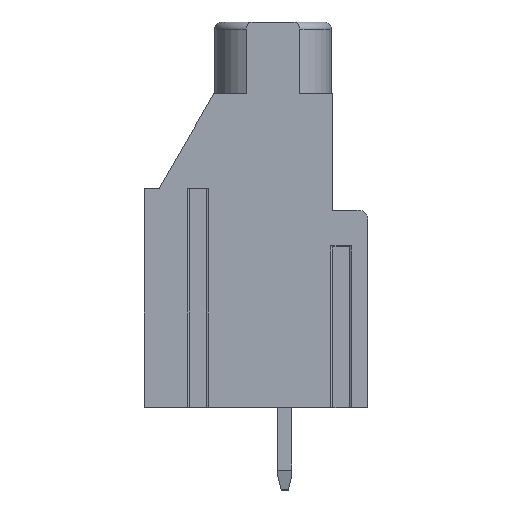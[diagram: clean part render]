
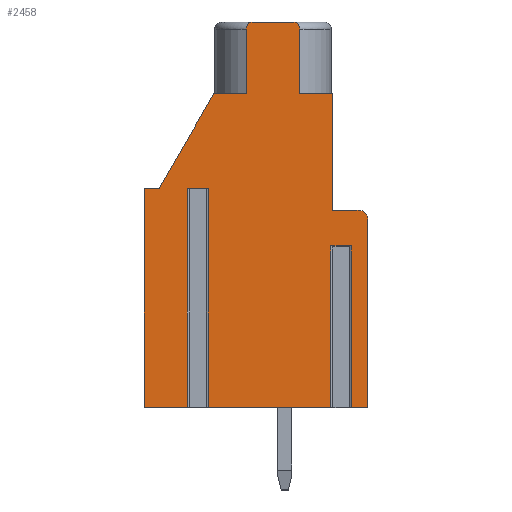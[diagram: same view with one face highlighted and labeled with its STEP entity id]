
A CAD part, top view. The second image highlights one B-rep face of the part: STEP entity #2458.
In plain terms, the highlighted planar face has unit normal (0, 0, 1).
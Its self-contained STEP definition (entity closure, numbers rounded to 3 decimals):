
#65=DIRECTION('',(-1.,0.,0.));
#66=VECTOR('',#65,1.146);
#67=CARTESIAN_POINT('',(-2.127,1.2,9.525));
#68=LINE('',#67,#66);
#69=DIRECTION('',(0.,-1.,0.));
#70=VECTOR('',#69,12.2);
#71=CARTESIAN_POINT('',(-3.273,1.2,9.525));
#72=LINE('',#71,#70);
#73=DIRECTION('',(1.,0.,0.));
#74=VECTOR('',#73,2.427);
#75=CARTESIAN_POINT('',(-5.7,-11.,9.525));
#76=LINE('',#75,#74);
#77=DIRECTION('',(0.,-1.,0.));
#78=VECTOR('',#77,12.2);
#79=CARTESIAN_POINT('',(-5.7,1.2,9.525));
#80=LINE('',#79,#78);
#81=DIRECTION('',(-1.,0.,0.));
#82=VECTOR('',#81,0.84);
#83=CARTESIAN_POINT('',(-4.86,1.2,9.525));
#84=LINE('',#83,#82);
#85=DIRECTION('',(-0.5,-0.866,0.));
#86=VECTOR('',#85,6.12);
#87=CARTESIAN_POINT('',(-1.8,6.5,9.525));
#88=LINE('',#87,#86);
#89=DIRECTION('',(-1.,0.,0.));
#90=VECTOR('',#89,1.8);
#91=CARTESIAN_POINT('',(0.,6.5,9.525));
#92=LINE('',#91,#90);
#93=DIRECTION('',(0.,-1.,0.));
#94=VECTOR('',#93,3.6);
#95=CARTESIAN_POINT('',(0.,10.1,9.525));
#96=LINE('',#95,#94);
#97=CARTESIAN_POINT('',(0.4,10.1,9.525));
#98=DIRECTION('',(0.,0.,1.));
#99=DIRECTION('',(0.,1.,0.));
#100=AXIS2_PLACEMENT_3D('',#97,#98,#99);
#102=DIRECTION('',(-1.,0.,0.));
#103=VECTOR('',#102,2.2);
#104=CARTESIAN_POINT('',(2.6,10.5,9.525));
#105=LINE('',#104,#103);
#106=CARTESIAN_POINT('',(2.6,10.1,9.525));
#107=DIRECTION('',(0.,0.,1.));
#108=DIRECTION('',(1.,0.,0.));
#109=AXIS2_PLACEMENT_3D('',#106,#107,#108);
#111=DIRECTION('',(0.,1.,0.));
#112=VECTOR('',#111,3.6);
#113=CARTESIAN_POINT('',(3.,6.5,9.525));
#114=LINE('',#113,#112);
#115=DIRECTION('',(-1.,0.,0.));
#116=VECTOR('',#115,1.8);
#117=CARTESIAN_POINT('',(4.8,6.5,9.525));
#118=LINE('',#117,#116);
#119=DIRECTION('',(0.,1.,0.));
#120=VECTOR('',#119,6.5);
#121=CARTESIAN_POINT('',(4.8,0.,9.525));
#122=LINE('',#121,#120);
#123=DIRECTION('',(-1.,0.,0.));
#124=VECTOR('',#123,1.5);
#125=CARTESIAN_POINT('',(6.3,0.,9.525));
#126=LINE('',#125,#124);
#127=CARTESIAN_POINT('',(6.3,-0.5,9.525));
#128=DIRECTION('',(0.,0.,1.));
#129=DIRECTION('',(1.,0.,0.));
#130=AXIS2_PLACEMENT_3D('',#127,#128,#129);
#132=DIRECTION('',(0.,1.,0.));
#133=VECTOR('',#132,10.5);
#134=CARTESIAN_POINT('',(6.8,-11.,9.525));
#135=LINE('',#134,#133);
#136=DIRECTION('',(1.,0.,0.));
#137=VECTOR('',#136,0.925);
#138=CARTESIAN_POINT('',(5.875,-11.,9.525));
#139=LINE('',#138,#137);
#140=DIRECTION('',(0.,-1.,0.));
#141=VECTOR('',#140,9.);
#142=CARTESIAN_POINT('',(5.875,-2.,9.525));
#143=LINE('',#142,#141);
#144=DIRECTION('',(-1.,0.,0.));
#145=VECTOR('',#144,1.146);
#146=CARTESIAN_POINT('',(5.875,-2.,9.525));
#147=LINE('',#146,#145);
#148=DIRECTION('',(0.,-1.,0.));
#149=VECTOR('',#148,9.);
#150=CARTESIAN_POINT('',(4.728,-2.,9.525));
#151=LINE('',#150,#149);
#152=DIRECTION('',(1.,0.,0.));
#153=VECTOR('',#152,6.855);
#154=CARTESIAN_POINT('',(-2.127,-11.,9.525));
#155=LINE('',#154,#153);
#156=DIRECTION('',(0.,-1.,0.));
#157=VECTOR('',#156,12.2);
#158=CARTESIAN_POINT('',(-2.127,1.2,9.525));
#159=LINE('',#158,#157);
#1891=CARTESIAN_POINT('',(6.8,-11.,9.525));
#1892=CARTESIAN_POINT('',(6.8,-0.5,9.525));
#1893=VERTEX_POINT('',#1891);
#1894=VERTEX_POINT('',#1892);
#1895=CARTESIAN_POINT('',(6.3,0.,9.525));
#1896=VERTEX_POINT('',#1895);
#1897=CARTESIAN_POINT('',(4.8,0.,9.525));
#1898=VERTEX_POINT('',#1897);
#1899=CARTESIAN_POINT('',(4.8,6.5,9.525));
#1900=VERTEX_POINT('',#1899);
#1901=CARTESIAN_POINT('',(3.,6.5,9.525));
#1902=VERTEX_POINT('',#1901);
#1903=CARTESIAN_POINT('',(3.,10.1,9.525));
#1904=VERTEX_POINT('',#1903);
#1905=CARTESIAN_POINT('',(2.6,10.5,9.525));
#1906=VERTEX_POINT('',#1905);
#1907=CARTESIAN_POINT('',(0.4,10.5,9.525));
#1908=VERTEX_POINT('',#1907);
#1909=CARTESIAN_POINT('',(0.,10.1,9.525));
#1910=VERTEX_POINT('',#1909);
#1911=CARTESIAN_POINT('',(0.,6.5,9.525));
#1912=VERTEX_POINT('',#1911);
#1913=CARTESIAN_POINT('',(-1.8,6.5,9.525));
#1914=VERTEX_POINT('',#1913);
#1915=CARTESIAN_POINT('',(-4.86,1.2,9.525));
#1916=VERTEX_POINT('',#1915);
#1917=CARTESIAN_POINT('',(-5.7,1.2,9.525));
#1918=VERTEX_POINT('',#1917);
#1919=CARTESIAN_POINT('',(-5.7,-11.,9.525));
#1920=VERTEX_POINT('',#1919);
#2077=CARTESIAN_POINT('',(5.875,-2.,9.525));
#2078=CARTESIAN_POINT('',(4.728,-2.,9.525));
#2079=VERTEX_POINT('',#2077);
#2080=VERTEX_POINT('',#2078);
#2081=CARTESIAN_POINT('',(5.875,-11.,9.525));
#2082=VERTEX_POINT('',#2081);
#2083=CARTESIAN_POINT('',(4.728,-11.,9.525));
#2084=VERTEX_POINT('',#2083);
#2109=CARTESIAN_POINT('',(-2.127,1.2,9.525));
#2110=CARTESIAN_POINT('',(-3.273,1.2,9.525));
#2111=VERTEX_POINT('',#2109);
#2112=VERTEX_POINT('',#2110);
#2113=CARTESIAN_POINT('',(-2.127,-11.,9.525));
#2114=VERTEX_POINT('',#2113);
#2115=CARTESIAN_POINT('',(-3.273,-11.,9.525));
#2116=VERTEX_POINT('',#2115);
#2405=CARTESIAN_POINT('',(0.,0.,9.525));
#2406=DIRECTION('',(0.,0.,1.));
#2407=DIRECTION('',(1.,0.,0.));
#2408=AXIS2_PLACEMENT_3D('',#2405,#2406,#2407);
#2409=PLANE('',#2408);
#2411=ORIENTED_EDGE('',*,*,#2410,.T.);
#2413=ORIENTED_EDGE('',*,*,#2412,.T.);
#2415=ORIENTED_EDGE('',*,*,#2414,.F.);
#2417=ORIENTED_EDGE('',*,*,#2416,.F.);
#2419=ORIENTED_EDGE('',*,*,#2418,.F.);
#2421=ORIENTED_EDGE('',*,*,#2420,.F.);
#2423=ORIENTED_EDGE('',*,*,#2422,.F.);
#2425=ORIENTED_EDGE('',*,*,#2424,.F.);
#2427=ORIENTED_EDGE('',*,*,#2426,.F.);
#2429=ORIENTED_EDGE('',*,*,#2428,.F.);
#2431=ORIENTED_EDGE('',*,*,#2430,.F.);
#2433=ORIENTED_EDGE('',*,*,#2432,.F.);
#2435=ORIENTED_EDGE('',*,*,#2434,.F.);
#2437=ORIENTED_EDGE('',*,*,#2436,.F.);
#2439=ORIENTED_EDGE('',*,*,#2438,.F.);
#2441=ORIENTED_EDGE('',*,*,#2440,.F.);
#2443=ORIENTED_EDGE('',*,*,#2442,.F.);
#2445=ORIENTED_EDGE('',*,*,#2444,.F.);
#2447=ORIENTED_EDGE('',*,*,#2446,.F.);
#2449=ORIENTED_EDGE('',*,*,#2448,.T.);
#2451=ORIENTED_EDGE('',*,*,#2450,.T.);
#2453=ORIENTED_EDGE('',*,*,#2452,.F.);
#2455=ORIENTED_EDGE('',*,*,#2454,.F.);
#2456=EDGE_LOOP('',(#2411,#2413,#2415,#2417,#2419,#2421,#2423,#2425,#2427,#2429,
#2431,#2433,#2435,#2437,#2439,#2441,#2443,#2445,#2447,#2449,#2451,#2453,#2455));
#2457=FACE_OUTER_BOUND('',#2456,.F.);
#101=CIRCLE('',#100,0.4);
#110=CIRCLE('',#109,0.4);
#131=CIRCLE('',#130,0.5);
#2410=EDGE_CURVE('',#2111,#2112,#68,.T.);
#2412=EDGE_CURVE('',#2112,#2116,#72,.T.);
#2414=EDGE_CURVE('',#1920,#2116,#76,.T.);
#2416=EDGE_CURVE('',#1918,#1920,#80,.T.);
#2418=EDGE_CURVE('',#1916,#1918,#84,.T.);
#2420=EDGE_CURVE('',#1914,#1916,#88,.T.);
#2422=EDGE_CURVE('',#1912,#1914,#92,.T.);
#2424=EDGE_CURVE('',#1910,#1912,#96,.T.);
#2426=EDGE_CURVE('',#1908,#1910,#101,.T.);
#2428=EDGE_CURVE('',#1906,#1908,#105,.T.);
#2430=EDGE_CURVE('',#1904,#1906,#110,.T.);
#2432=EDGE_CURVE('',#1902,#1904,#114,.T.);
#2434=EDGE_CURVE('',#1900,#1902,#118,.T.);
#2436=EDGE_CURVE('',#1898,#1900,#122,.T.);
#2438=EDGE_CURVE('',#1896,#1898,#126,.T.);
#2440=EDGE_CURVE('',#1894,#1896,#131,.T.);
#2442=EDGE_CURVE('',#1893,#1894,#135,.T.);
#2444=EDGE_CURVE('',#2082,#1893,#139,.T.);
#2446=EDGE_CURVE('',#2079,#2082,#143,.T.);
#2448=EDGE_CURVE('',#2079,#2080,#147,.T.);
#2450=EDGE_CURVE('',#2080,#2084,#151,.T.);
#2452=EDGE_CURVE('',#2114,#2084,#155,.T.);
#2454=EDGE_CURVE('',#2111,#2114,#159,.T.);
#2458=ADVANCED_FACE('',(#2457),#2409,.T.);
